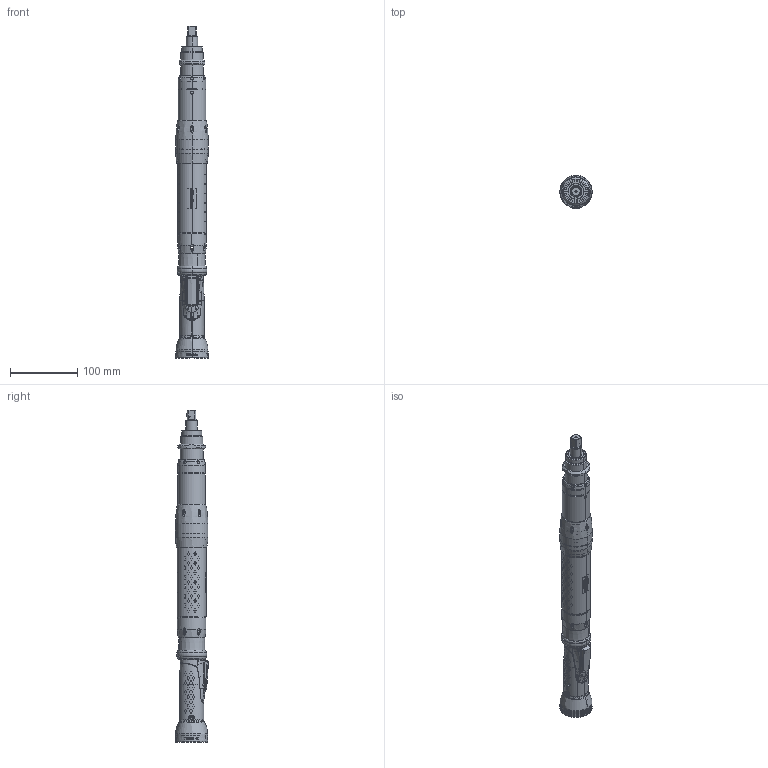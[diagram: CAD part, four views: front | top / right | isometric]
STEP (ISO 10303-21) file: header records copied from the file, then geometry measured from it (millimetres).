
FILE_DESCRIPTION((''),'2;1');
FILE_NAME('8433215334_ASM','2018-11-02T19:57:57',('INEEXTrab'),(''),'CREO PARAMETRIC BY PTC INC, 2018100','CREO PARAMETRIC BY PTC INC, 2018100','');
FILE_SCHEMA(('CONFIG_CONTROL_DESIGN'));
Products named in the file (45): 4220230502; 4220232582_ASM; 4220261505; 4220261580_ASM; 4220230188_ASM; 4220232200; 4220230300; 4222011600; 4220502200; 4220247180_ASM; 4220502203; 4220247382_ASM; 4220247384_ASM; 4220247383_ASM; 4220247381_ASM; 4220399900; 4220230086_ASM; 4220232310; 4220249500_SPEC; 4220232380_ASM; 4220232603; 4220261601; 4220125604; 4220232683_ASM; 4220232402; 4220232100; 4224230103_ASM; 4220237107_OLD; 4220237081_ASM; 4220365881_ASM; 4211524400_SPEC3; 4220432280_ASM; 4220315701; 4224210201_ASM; 4220269300; 4220269380_ASM; 4220240500; 4220258400; 4220107100; 4090058500 ...
Assembly tree (49 placements, depth 5):
  8433215334_ASM
    4224230103_ASM
      4220232582_ASM
        4220230502
      4220230188_ASM
        4220261580_ASM
          4220261505
      4220232200
      4220230086_ASM
        4220230300
        4222011600
        4220247180_ASM
          4220502200
        4220247382_ASM
          4220502200
          4220502203
        4220247384_ASM
          4220502203
        4220247383_ASM
          4220502203
        4220247381_ASM
          4220502203
        4220399900
      4220232380_ASM
        4220232310
        4220249500_SPEC
      4220232683_ASM
        4220232603
        4220261601
        4220125604  x2
      4220232402
      4220232100
    4224210201_ASM
      4220365881_ASM
        4220237081_ASM
          4220237107_OLD
      4220432280_ASM
        4211524400_SPEC3
      4220315701
    4220269380_ASM
      4220269300
    4220240500
    4220258400
    4224156300_ASM
      4220107100
      4090058500
      4210067543
      4220488002
    4220269400
Bounding box: 48 x 49.07 x 493.41 mm (x, y, z)
Volume: 217673.8 mm3; surface area: 269591.3 mm2
Topology: 31 solids, 49 shells, 6245 faces, 16594 edges, 10754 vertices
Faces by surface type: plane 3036, bspline 1167, cylinder 994, cone 551, extrusion 279, torus 182, sphere 18, revolution 18
Entity records: 241833 total; most frequent: CARTESIAN_POINT 107312, ORIENTED_EDGE 30662, DIRECTION 22646, EDGE_CURVE 15366, VERTEX_POINT 10011, VECTOR 8646, LINE 8367, AXIS2_PLACEMENT_3D 6991
